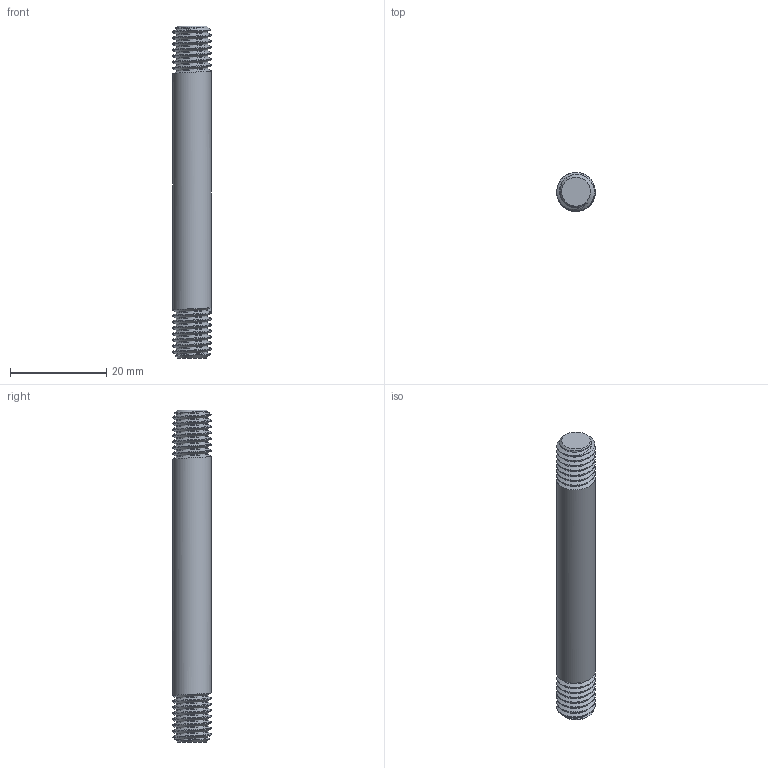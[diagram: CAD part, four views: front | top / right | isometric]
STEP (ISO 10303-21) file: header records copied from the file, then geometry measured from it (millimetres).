
FILE_DESCRIPTION(('FreeCAD Model'),'2;1');
FILE_NAME('axe-compas.step','2019-11-14T10:42:39',(''),(''), 'Open CASCADE STEP processor 7.3','FreeCAD','Unknown');
FILE_SCHEMA(('AUTOMOTIVE_DESIGN { 1 0 10303 214 1 1 1 1 }'));
Length unit declared in the file: millimetre
Products named in the file (1): Cut001
Bounding box: 8 x 8 x 69 mm (x, y, z)
Volume: 3273.8 mm3; surface area: 2039.6 mm2
Topology: 1 solids, 1 shells, 69 faces, 141 edges, 74 vertices
Faces by surface type: bspline 48, cylinder 15, plane 4, cone 2
Full cylindrical faces by diameter (mm): 8 x13
Entity records: 14561 total; most frequent: CARTESIAN_POINT 11851, ORIENTED_EDGE 282, PCURVE 282, DEFINITIONAL_REPRESENTATION 282, B_SPLINE_CURVE_WITH_KNOTS 244, DIRECTION 193, EDGE_CURVE 141, LINE 139
